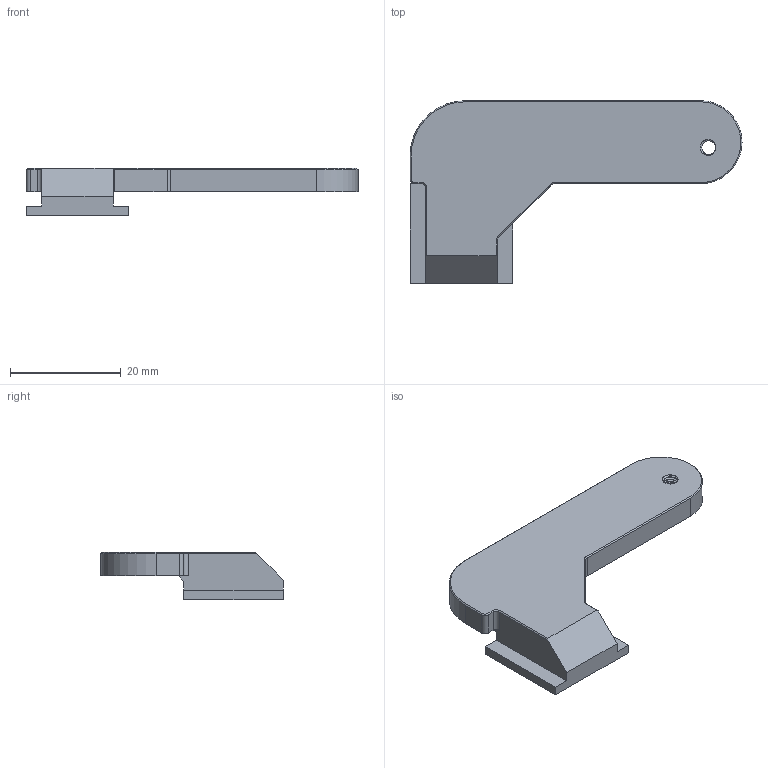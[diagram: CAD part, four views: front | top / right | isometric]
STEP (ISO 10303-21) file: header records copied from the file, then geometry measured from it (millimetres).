
FILE_DESCRIPTION(/* description */ (''),/* implementation_level */ '2;1');
FILE_NAME(/* name */ 'Q Cable Release Adapter v4.step',/* time_stamp */ '2023-12-24T11:02:13-08:00',/* author */ (''),/* organization */ (''),/* preprocessor_version */ 'ST-DEVELOPER v20',/* originating_system */ 'Autodesk Translation Framework v12.9.0.99',/* authorisation */ '');
FILE_SCHEMA (('AUTOMOTIVE_DESIGN { 1 0 10303 214 3 1 1 }'));
Length unit declared in the file: millimetre
Products named in the file (1): Q Cable Release Adapter
Bounding box: 60 x 33 x 8.5 mm (x, y, z)
Volume: 5762.3 mm3; surface area: 3434.1 mm2
Topology: 1 solids, 1 shells, 58 faces, 156 edges, 100 vertices
Faces by surface type: cylinder 25, plane 25, cone 6, bspline 2
Full cylindrical faces by diameter (mm): 2.529 x5, 3.086 x2
Entity records: 3037 total; most frequent: CARTESIAN_POINT 1616, ORIENTED_EDGE 312, DIRECTION 252, EDGE_CURVE 156, VERTEX_POINT 100, LINE 92, VECTOR 92, AXIS2_PLACEMENT_3D 80
